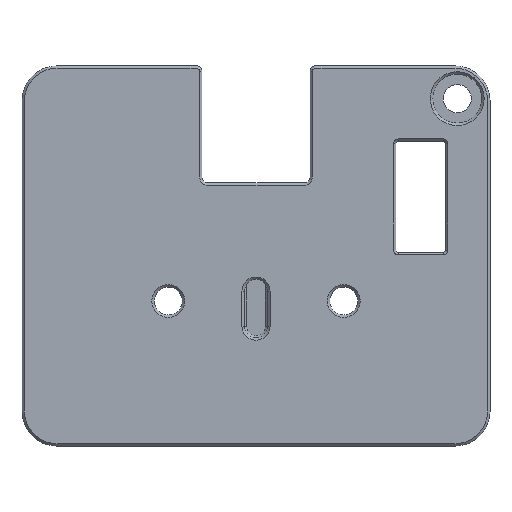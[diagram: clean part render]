
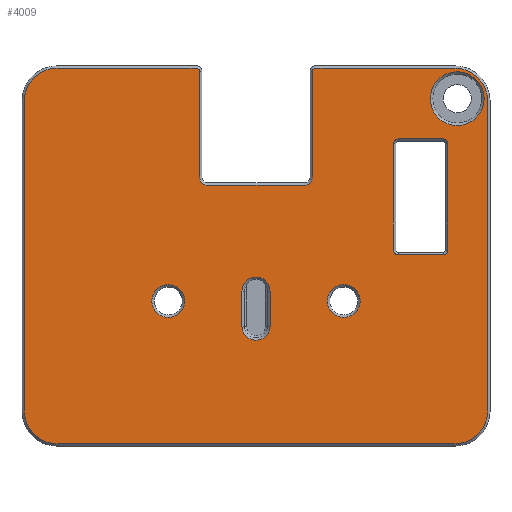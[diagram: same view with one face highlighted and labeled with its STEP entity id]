
A CAD part, top view. The second image highlights one B-rep face of the part: STEP entity #4009.
In plain terms, the highlighted planar face has unit normal (0, 0, 1).
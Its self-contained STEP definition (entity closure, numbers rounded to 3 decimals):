
#55=FACE_BOUND('',#587,.T.);
#56=FACE_BOUND('',#588,.T.);
#57=FACE_BOUND('',#589,.T.);
#58=FACE_BOUND('',#590,.T.);
#59=FACE_BOUND('',#591,.T.);
#116=CIRCLE('',#4277,1.2);
#118=CIRCLE('',#4281,1.2);
#120=CIRCLE('',#4286,0.7);
#121=CIRCLE('',#4287,0.3);
#122=CIRCLE('',#4288,2.8);
#123=CIRCLE('',#4289,2.8);
#124=CIRCLE('',#4290,2.8);
#125=CIRCLE('',#4291,2.8);
#126=CIRCLE('',#4292,0.3);
#127=CIRCLE('',#4293,0.7);
#128=CIRCLE('',#4294,1.4);
#129=CIRCLE('',#4295,2.3);
#130=CIRCLE('',#4296,1.4);
#131=CIRCLE('',#4297,0.4);
#132=CIRCLE('',#4298,0.4);
#133=CIRCLE('',#4299,0.4);
#134=CIRCLE('',#4300,0.4);
#331=FACE_OUTER_BOUND('',#586,.T.);
#586=EDGE_LOOP('',(#2702,#2703,#2704,#2705,#2706,#2707,#2708,#2709,#2710,
#2711,#2712,#2713,#2714,#2715,#2716,#2717));
#587=EDGE_LOOP('',(#2718));
#588=EDGE_LOOP('',(#2719));
#589=EDGE_LOOP('',(#2720));
#590=EDGE_LOOP('',(#2721,#2722,#2723,#2724,#2725,#2726,#2727,#2728));
#591=EDGE_LOOP('',(#2729,#2730,#2731,#2732));
#856=LINE('',#5932,#1283);
#861=LINE('',#5946,#1288);
#872=LINE('',#5973,#1299);
#873=LINE('',#5977,#1300);
#874=LINE('',#5981,#1301);
#875=LINE('',#5985,#1302);
#876=LINE('',#5989,#1303);
#877=LINE('',#5993,#1304);
#878=LINE('',#5997,#1305);
#879=LINE('',#6001,#1306);
#880=LINE('',#6011,#1307);
#881=LINE('',#6015,#1308);
#882=LINE('',#6019,#1309);
#883=LINE('',#6023,#1310);
#1283=VECTOR('',#4696,10.);
#1288=VECTOR('',#4709,10.);
#1299=VECTOR('',#4734,10.);
#1300=VECTOR('',#4737,10.);
#1301=VECTOR('',#4740,10.);
#1302=VECTOR('',#4743,10.);
#1303=VECTOR('',#4746,10.);
#1304=VECTOR('',#4749,10.);
#1305=VECTOR('',#4752,10.);
#1306=VECTOR('',#4755,10.);
#1307=VECTOR('',#4764,10.);
#1308=VECTOR('',#4767,10.);
#1309=VECTOR('',#4770,10.);
#1310=VECTOR('',#4773,10.);
#1709=VERTEX_POINT('',#5929);
#1710=VERTEX_POINT('',#5931);
#1713=VERTEX_POINT('',#5939);
#1715=VERTEX_POINT('',#5944);
#1723=VERTEX_POINT('',#5971);
#1724=VERTEX_POINT('',#5972);
#1725=VERTEX_POINT('',#5974);
#1726=VERTEX_POINT('',#5976);
#1727=VERTEX_POINT('',#5978);
#1728=VERTEX_POINT('',#5980);
#1729=VERTEX_POINT('',#5982);
#1730=VERTEX_POINT('',#5984);
#1731=VERTEX_POINT('',#5986);
#1732=VERTEX_POINT('',#5988);
#1733=VERTEX_POINT('',#5990);
#1734=VERTEX_POINT('',#5992);
#1735=VERTEX_POINT('',#5994);
#1736=VERTEX_POINT('',#5996);
#1737=VERTEX_POINT('',#5998);
#1738=VERTEX_POINT('',#6000);
#1739=VERTEX_POINT('',#6003);
#1740=VERTEX_POINT('',#6005);
#1741=VERTEX_POINT('',#6007);
#1742=VERTEX_POINT('',#6009);
#1743=VERTEX_POINT('',#6010);
#1744=VERTEX_POINT('',#6012);
#1745=VERTEX_POINT('',#6014);
#1746=VERTEX_POINT('',#6016);
#1747=VERTEX_POINT('',#6018);
#1748=VERTEX_POINT('',#6020);
#1749=VERTEX_POINT('',#6022);
#2066=EDGE_CURVE('',#1709,#1710,#856,.T.);
#2071=EDGE_CURVE('',#1713,#1709,#116,.T.);
#2073=EDGE_CURVE('',#1715,#1713,#861,.T.);
#2076=EDGE_CURVE('',#1710,#1715,#118,.T.);
#2087=EDGE_CURVE('',#1723,#1724,#872,.T.);
#2088=EDGE_CURVE('',#1725,#1723,#120,.T.);
#2089=EDGE_CURVE('',#1726,#1725,#873,.T.);
#2090=EDGE_CURVE('',#1727,#1726,#121,.T.);
#2091=EDGE_CURVE('',#1728,#1727,#874,.T.);
#2092=EDGE_CURVE('',#1729,#1728,#122,.T.);
#2093=EDGE_CURVE('',#1730,#1729,#875,.T.);
#2094=EDGE_CURVE('',#1731,#1730,#123,.T.);
#2095=EDGE_CURVE('',#1732,#1731,#876,.T.);
#2096=EDGE_CURVE('',#1733,#1732,#124,.T.);
#2097=EDGE_CURVE('',#1734,#1733,#877,.T.);
#2098=EDGE_CURVE('',#1735,#1734,#125,.T.);
#2099=EDGE_CURVE('',#1736,#1735,#878,.T.);
#2100=EDGE_CURVE('',#1737,#1736,#126,.T.);
#2101=EDGE_CURVE('',#1738,#1737,#879,.T.);
#2102=EDGE_CURVE('',#1724,#1738,#127,.T.);
#2103=EDGE_CURVE('',#1739,#1739,#128,.T.);
#2104=EDGE_CURVE('',#1740,#1740,#129,.T.);
#2105=EDGE_CURVE('',#1741,#1741,#130,.T.);
#2106=EDGE_CURVE('',#1742,#1743,#880,.T.);
#2107=EDGE_CURVE('',#1744,#1742,#131,.T.);
#2108=EDGE_CURVE('',#1745,#1744,#881,.T.);
#2109=EDGE_CURVE('',#1746,#1745,#132,.T.);
#2110=EDGE_CURVE('',#1747,#1746,#882,.T.);
#2111=EDGE_CURVE('',#1748,#1747,#133,.T.);
#2112=EDGE_CURVE('',#1749,#1748,#883,.T.);
#2113=EDGE_CURVE('',#1743,#1749,#134,.T.);
#2702=ORIENTED_EDGE('',*,*,#2087,.F.);
#2703=ORIENTED_EDGE('',*,*,#2088,.F.);
#2704=ORIENTED_EDGE('',*,*,#2089,.F.);
#2705=ORIENTED_EDGE('',*,*,#2090,.F.);
#2706=ORIENTED_EDGE('',*,*,#2091,.F.);
#2707=ORIENTED_EDGE('',*,*,#2092,.F.);
#2708=ORIENTED_EDGE('',*,*,#2093,.F.);
#2709=ORIENTED_EDGE('',*,*,#2094,.F.);
#2710=ORIENTED_EDGE('',*,*,#2095,.F.);
#2711=ORIENTED_EDGE('',*,*,#2096,.F.);
#2712=ORIENTED_EDGE('',*,*,#2097,.F.);
#2713=ORIENTED_EDGE('',*,*,#2098,.F.);
#2714=ORIENTED_EDGE('',*,*,#2099,.F.);
#2715=ORIENTED_EDGE('',*,*,#2100,.F.);
#2716=ORIENTED_EDGE('',*,*,#2101,.F.);
#2717=ORIENTED_EDGE('',*,*,#2102,.F.);
#2718=ORIENTED_EDGE('',*,*,#2103,.F.);
#2719=ORIENTED_EDGE('',*,*,#2104,.F.);
#2720=ORIENTED_EDGE('',*,*,#2105,.F.);
#2721=ORIENTED_EDGE('',*,*,#2106,.F.);
#2722=ORIENTED_EDGE('',*,*,#2107,.F.);
#2723=ORIENTED_EDGE('',*,*,#2108,.F.);
#2724=ORIENTED_EDGE('',*,*,#2109,.F.);
#2725=ORIENTED_EDGE('',*,*,#2110,.F.);
#2726=ORIENTED_EDGE('',*,*,#2111,.F.);
#2727=ORIENTED_EDGE('',*,*,#2112,.F.);
#2728=ORIENTED_EDGE('',*,*,#2113,.F.);
#2729=ORIENTED_EDGE('',*,*,#2066,.F.);
#2730=ORIENTED_EDGE('',*,*,#2071,.F.);
#2731=ORIENTED_EDGE('',*,*,#2073,.F.);
#2732=ORIENTED_EDGE('',*,*,#2076,.F.);
#3866=PLANE('',#4285);
#4009=ADVANCED_FACE('',(#331,#55,#56,#57,#58,#59),#3866,.T.);
#4277=AXIS2_PLACEMENT_3D('',#5941,#4704,#4705);
#4281=AXIS2_PLACEMENT_3D('',#5950,#4715,#4716);
#4285=AXIS2_PLACEMENT_3D('',#5970,#4732,#4733);
#4286=AXIS2_PLACEMENT_3D('',#5975,#4735,#4736);
#4287=AXIS2_PLACEMENT_3D('',#5979,#4738,#4739);
#4288=AXIS2_PLACEMENT_3D('',#5983,#4741,#4742);
#4289=AXIS2_PLACEMENT_3D('',#5987,#4744,#4745);
#4290=AXIS2_PLACEMENT_3D('',#5991,#4747,#4748);
#4291=AXIS2_PLACEMENT_3D('',#5995,#4750,#4751);
#4292=AXIS2_PLACEMENT_3D('',#5999,#4753,#4754);
#4293=AXIS2_PLACEMENT_3D('',#6002,#4756,#4757);
#4294=AXIS2_PLACEMENT_3D('',#6004,#4758,#4759);
#4295=AXIS2_PLACEMENT_3D('',#6006,#4760,#4761);
#4296=AXIS2_PLACEMENT_3D('',#6008,#4762,#4763);
#4297=AXIS2_PLACEMENT_3D('',#6013,#4765,#4766);
#4298=AXIS2_PLACEMENT_3D('',#6017,#4768,#4769);
#4299=AXIS2_PLACEMENT_3D('',#6021,#4771,#4772);
#4300=AXIS2_PLACEMENT_3D('',#6024,#4774,#4775);
#4696=DIRECTION('',(0.,-1.,0.));
#4704=DIRECTION('center_axis',(0.,0.,1.));
#4705=DIRECTION('ref_axis',(-0.707,0.707,0.));
#4709=DIRECTION('',(0.,1.,0.));
#4715=DIRECTION('center_axis',(0.,0.,1.));
#4716=DIRECTION('ref_axis',(-0.707,-0.707,0.));
#4732=DIRECTION('center_axis',(0.,0.,1.));
#4733=DIRECTION('ref_axis',(1.,0.,0.));
#4734=DIRECTION('',(1.,0.,0.));
#4735=DIRECTION('center_axis',(0.,0.,1.));
#4736=DIRECTION('ref_axis',(-0.707,-0.707,0.));
#4737=DIRECTION('',(0.,-1.,0.));
#4738=DIRECTION('center_axis',(0.,0.,-1.));
#4739=DIRECTION('ref_axis',(0.707,0.707,0.));
#4740=DIRECTION('',(1.,0.,0.));
#4741=DIRECTION('center_axis',(0.,0.,-1.));
#4742=DIRECTION('ref_axis',(-0.707,0.707,0.));
#4743=DIRECTION('',(0.,1.,0.));
#4744=DIRECTION('center_axis',(0.,0.,-1.));
#4745=DIRECTION('ref_axis',(-0.707,-0.707,0.));
#4746=DIRECTION('',(-1.,0.,0.));
#4747=DIRECTION('center_axis',(0.,0.,-1.));
#4748=DIRECTION('ref_axis',(0.707,-0.707,0.));
#4749=DIRECTION('',(0.,-1.,0.));
#4750=DIRECTION('center_axis',(0.,0.,-1.));
#4751=DIRECTION('ref_axis',(0.707,0.707,0.));
#4752=DIRECTION('',(1.,0.,0.));
#4753=DIRECTION('center_axis',(0.,0.,-1.));
#4754=DIRECTION('ref_axis',(-0.707,0.707,0.));
#4755=DIRECTION('',(0.,1.,0.));
#4756=DIRECTION('center_axis',(0.,0.,1.));
#4757=DIRECTION('ref_axis',(0.707,-0.707,0.));
#4758=DIRECTION('center_axis',(0.,0.,1.));
#4759=DIRECTION('ref_axis',(1.,0.,0.));
#4760=DIRECTION('center_axis',(0.,0.,1.));
#4761=DIRECTION('ref_axis',(1.,0.,0.));
#4762=DIRECTION('center_axis',(0.,0.,1.));
#4763=DIRECTION('ref_axis',(1.,0.,0.));
#4764=DIRECTION('',(0.,1.,0.));
#4765=DIRECTION('center_axis',(0.,0.,1.));
#4766=DIRECTION('ref_axis',(0.707,-0.707,0.));
#4767=DIRECTION('',(1.,0.,0.));
#4768=DIRECTION('center_axis',(0.,0.,1.));
#4769=DIRECTION('ref_axis',(-0.707,-0.707,0.));
#4770=DIRECTION('',(0.,-1.,0.));
#4771=DIRECTION('center_axis',(0.,0.,1.));
#4772=DIRECTION('ref_axis',(-0.707,0.707,0.));
#4773=DIRECTION('',(-1.,0.,0.));
#4774=DIRECTION('center_axis',(0.,0.,1.));
#4775=DIRECTION('ref_axis',(0.707,0.707,0.));
#5929=CARTESIAN_POINT('',(-1.2,-3.,3.));
#5931=CARTESIAN_POINT('',(-1.2,-6.,3.));
#5932=CARTESIAN_POINT('',(-1.2,-3.5,3.));
#5939=CARTESIAN_POINT('',(1.2,-3.,3.));
#5941=CARTESIAN_POINT('Origin',(0.,-3.,3.));
#5944=CARTESIAN_POINT('',(1.2,-6.,3.));
#5946=CARTESIAN_POINT('',(1.2,-1.,3.));
#5950=CARTESIAN_POINT('Origin',(0.,-6.,3.));
#5970=CARTESIAN_POINT('Origin',(0.,0.,
3.));
#5971=CARTESIAN_POINT('',(-4.125,6.05,3.));
#5972=CARTESIAN_POINT('',(4.125,6.05,3.));
#5973=CARTESIAN_POINT('',(2.312,6.05,3.));
#5974=CARTESIAN_POINT('',(-4.825,6.75,3.));
#5975=CARTESIAN_POINT('Origin',(-4.125,6.75,3.));
#5976=CARTESIAN_POINT('',(-4.825,15.75,3.));
#5977=CARTESIAN_POINT('',(-4.825,3.125,3.));
#5978=CARTESIAN_POINT('',(-5.125,16.05,3.));
#5979=CARTESIAN_POINT('Origin',(-5.125,15.75,3.));
#5980=CARTESIAN_POINT('',(-17.,16.05,3.));
#5981=CARTESIAN_POINT('',(-2.313,16.05,3.));
#5982=CARTESIAN_POINT('',(-19.8,13.25,3.));
#5983=CARTESIAN_POINT('Origin',(-17.,13.25,3.));
#5984=CARTESIAN_POINT('',(-19.8,-13.25,3.));
#5985=CARTESIAN_POINT('',(-19.8,8.125,3.));
#5986=CARTESIAN_POINT('',(-17.,-16.05,3.));
#5987=CARTESIAN_POINT('Origin',(-17.,-13.25,3.));
#5988=CARTESIAN_POINT('',(17.,-16.05,3.));
#5989=CARTESIAN_POINT('',(-10.,-16.05,3.));
#5990=CARTESIAN_POINT('',(19.8,-13.25,3.));
#5991=CARTESIAN_POINT('Origin',(17.,-13.25,3.));
#5992=CARTESIAN_POINT('',(19.8,13.25,3.));
#5993=CARTESIAN_POINT('',(19.8,-8.125,3.));
#5994=CARTESIAN_POINT('',(17.,16.05,3.));
#5995=CARTESIAN_POINT('Origin',(17.,13.25,3.));
#5996=CARTESIAN_POINT('',(5.125,16.05,3.));
#5997=CARTESIAN_POINT('',(10.,16.05,3.));
#5998=CARTESIAN_POINT('',(4.825,15.75,3.));
#5999=CARTESIAN_POINT('Origin',(5.125,15.75,3.));
#6000=CARTESIAN_POINT('',(4.825,6.75,3.));
#6001=CARTESIAN_POINT('',(4.825,8.125,3.));
#6002=CARTESIAN_POINT('Origin',(4.125,6.75,3.));
#6003=CARTESIAN_POINT('',(-8.9,-3.85,3.));
#6004=CARTESIAN_POINT('Origin',(-7.5,-3.85,3.));
#6005=CARTESIAN_POINT('',(14.9,13.45,3.));
#6006=CARTESIAN_POINT('Origin',(17.2,13.45,3.));
#6007=CARTESIAN_POINT('',(6.1,-3.85,3.));
#6008=CARTESIAN_POINT('Origin',(7.5,-3.85,3.));
#6009=CARTESIAN_POINT('',(16.4,0.5,3.));
#6010=CARTESIAN_POINT('',(16.4,9.6,3.));
#6011=CARTESIAN_POINT('',(16.4,0.15,3.));
#6012=CARTESIAN_POINT('',(16.,0.1,3.));
#6013=CARTESIAN_POINT('Origin',(16.,0.5,3.));
#6014=CARTESIAN_POINT('',(12.15,0.1,3.));
#6015=CARTESIAN_POINT('',(5.975,0.1,3.));
#6016=CARTESIAN_POINT('',(11.75,0.5,3.));
#6017=CARTESIAN_POINT('Origin',(12.15,0.5,3.));
#6018=CARTESIAN_POINT('',(11.75,9.6,3.));
#6019=CARTESIAN_POINT('',(11.75,4.9,3.));
#6020=CARTESIAN_POINT('',(12.15,10.,3.));
#6021=CARTESIAN_POINT('Origin',(12.15,9.6,3.));
#6022=CARTESIAN_POINT('',(16.,10.,3.));
#6023=CARTESIAN_POINT('',(8.1,10.,3.));
#6024=CARTESIAN_POINT('Origin',(16.,9.6,3.));
